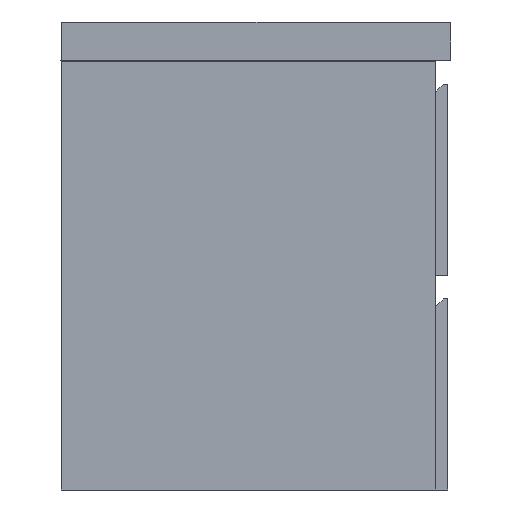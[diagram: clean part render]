
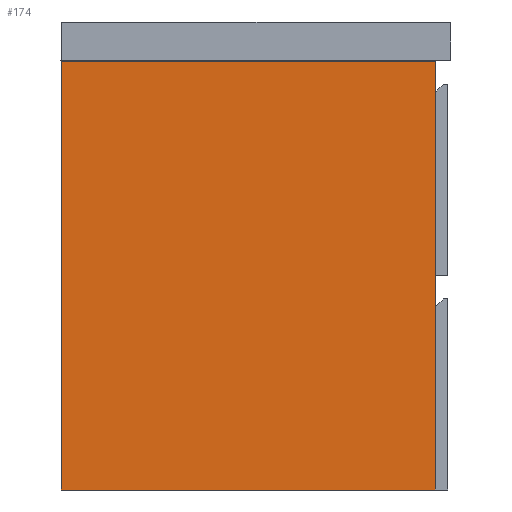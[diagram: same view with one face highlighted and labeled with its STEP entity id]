
A CAD part, left-side view. The second image highlights one B-rep face of the part: STEP entity #174.
In plain terms, the highlighted planar face has unit normal (-1, 0, 0).
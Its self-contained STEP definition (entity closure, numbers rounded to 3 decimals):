
#174=ADVANCED_FACE('',(#233),#908,.T.);
#233=FACE_OUTER_BOUND('',#292,.T.);
#292=EDGE_LOOP('',(#490,#491,#492,#493));
#490=ORIENTED_EDGE('',*,*,#647,.F.);
#491=ORIENTED_EDGE('',*,*,#634,.T.);
#492=ORIENTED_EDGE('',*,*,#645,.T.);
#493=ORIENTED_EDGE('',*,*,#646,.F.);
#634=EDGE_CURVE('',#843,#842,#755,.T.);
#645=EDGE_CURVE('',#842,#850,#766,.T.);
#646=EDGE_CURVE('',#851,#850,#767,.T.);
#647=EDGE_CURVE('',#843,#851,#768,.T.);
#755=B_SPLINE_CURVE_WITH_KNOTS('',1,(#1766,#1767),.UNSPECIFIED.,.F.,.F.,
(2,2),(-550.,0.),.UNSPECIFIED.);
#766=B_SPLINE_CURVE_WITH_KNOTS('',1,(#1788,#1789),.UNSPECIFIED.,.F.,.F.,
(2,2),(-480.,0.),.UNSPECIFIED.);
#767=B_SPLINE_CURVE_WITH_KNOTS('',1,(#1790,#1791),.UNSPECIFIED.,.F.,.F.,
(2,2),(-550.,0.),.UNSPECIFIED.);
#768=B_SPLINE_CURVE_WITH_KNOTS('',1,(#1792,#1793),.UNSPECIFIED.,.F.,.F.,
(2,2),(-480.,0.),.UNSPECIFIED.);
#842=VERTEX_POINT('',#1746);
#843=VERTEX_POINT('',#1747);
#850=VERTEX_POINT('',#1754);
#851=VERTEX_POINT('',#1755);
#908=PLANE('',#1088);
#1088=AXIS2_PLACEMENT_3D('',#1735,#1162,$);
#1162=DIRECTION('',(-1.,0.,0.));
#1735=CARTESIAN_POINT('',(-369.,-330.,528.));
#1746=CARTESIAN_POINT('',(-369.,275.,480.));
#1747=CARTESIAN_POINT('',(-369.,-275.,480.));
#1754=CARTESIAN_POINT('',(-369.,275.,0.));
#1755=CARTESIAN_POINT('',(-369.,-275.,0.));
#1766=CARTESIAN_POINT('',(-369.,-275.,480.));
#1767=CARTESIAN_POINT('',(-369.,275.,480.));
#1788=CARTESIAN_POINT('',(-369.,275.,480.));
#1789=CARTESIAN_POINT('',(-369.,275.,0.));
#1790=CARTESIAN_POINT('',(-369.,-275.,0.));
#1791=CARTESIAN_POINT('',(-369.,275.,0.));
#1792=CARTESIAN_POINT('',(-369.,-275.,480.));
#1793=CARTESIAN_POINT('',(-369.,-275.,0.));
